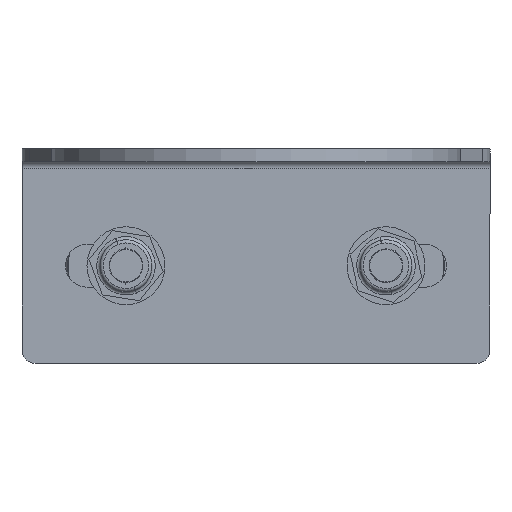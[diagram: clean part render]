
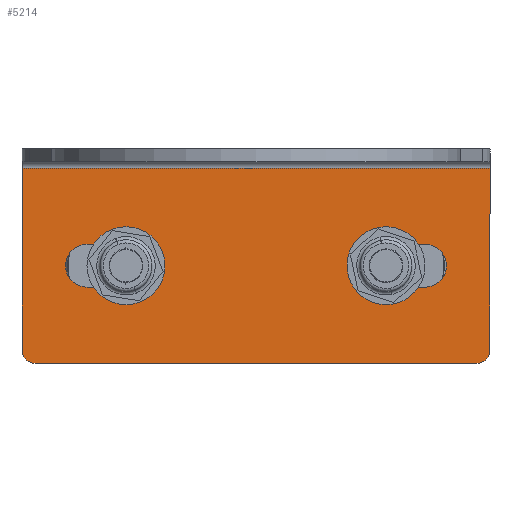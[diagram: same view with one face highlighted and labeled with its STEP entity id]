
A CAD part, left-side view. The second image highlights one B-rep face of the part: STEP entity #5214.
In plain terms, the highlighted planar face has unit normal (-1, 0, 0).
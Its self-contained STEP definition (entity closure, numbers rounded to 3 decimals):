
#141 = DIRECTION ( 'NONE',  ( 1., 0., 0. ) ) ;
#232 = AXIS2_PLACEMENT_3D ( 'NONE', #10908, #991, #5791 ) ;
#391 = VECTOR ( 'NONE', #6040, 1000. ) ;
#452 = EDGE_CURVE ( 'NONE', #3279, #20824, #1299, .T. ) ;
#712 = AXIS2_PLACEMENT_3D ( 'NONE', #6493, #141, #8274 ) ;
#976 = CARTESIAN_POINT ( 'NONE',  ( 96.396, 36., -32.996 ) ) ;
#991 = DIRECTION ( 'NONE',  ( 1., 0., 0. ) ) ;
#1299 = LINE ( 'NONE', #7987, #7370 ) ;
#1424 = CARTESIAN_POINT ( 'NONE',  ( 96.396, -26., -21.296 ) ) ;
#1506 = DIRECTION ( 'NONE',  ( 0., 0., -1. ) ) ;
#1535 = CARTESIAN_POINT ( 'NONE',  ( 96.396, 26., -21.296 ) ) ;
#1604 = EDGE_CURVE ( 'NONE', #2318, #6467, #12409, .T. ) ;
#1703 = ORIENTED_EDGE ( 'NONE', *, *, #11739, .T. ) ;
#1784 = CIRCLE ( 'NONE', #16348, 2. ) ;
#1833 = DIRECTION ( 'NONE',  ( 0., 1., 0. ) ) ;
#2007 = EDGE_CURVE ( 'NONE', #12325, #11499, #4548, .T. ) ;
#2075 = CARTESIAN_POINT ( 'NONE',  ( 96.396, 123.951, -21.296 ) ) ;
#2079 = CARTESIAN_POINT ( 'NONE',  ( 96.396, -20., -14.696 ) ) ;
#2090 = LINE ( 'NONE', #5005, #4493 ) ;
#2318 = VERTEX_POINT ( 'NONE', #15075 ) ;
#2335 = FACE_BOUND ( 'NONE', #11155, .T. ) ;
#3279 = VERTEX_POINT ( 'NONE', #10546 ) ;
#3336 = DIRECTION ( 'NONE',  ( 0., -1., 0. ) ) ;
#3666 = DIRECTION ( 'NONE',  ( 0., 0., -1. ) ) ;
#3717 = CARTESIAN_POINT ( 'NONE',  ( 96.396, -34., -30.996 ) ) ;
#3820 = DIRECTION ( 'NONE',  ( -1., 0., 0. ) ) ;
#3829 = VERTEX_POINT ( 'NONE', #14264 ) ;
#4145 = ORIENTED_EDGE ( 'NONE', *, *, #12732, .T. ) ;
#4371 = CARTESIAN_POINT ( 'NONE',  ( 96.396, 123.951, -14.696 ) ) ;
#4493 = VECTOR ( 'NONE', #3336, 1000. ) ;
#4547 = FACE_OUTER_BOUND ( 'NONE', #19163, .T. ) ;
#4548 = CIRCLE ( 'NONE', #7746, 3.3 ) ;
#4652 = CIRCLE ( 'NONE', #16750, 3.3 ) ;
#4739 = CARTESIAN_POINT ( 'NONE',  ( 96.396, 123.951, -3. ) ) ;
#4958 = CARTESIAN_POINT ( 'NONE',  ( 96.396, 34., -30.996 ) ) ;
#4980 = DIRECTION ( 'NONE',  ( 0., 0., 1. ) ) ;
#5005 = CARTESIAN_POINT ( 'NONE',  ( 96.396, 123.951, -14.696 ) ) ;
#5132 = DIRECTION ( 'NONE',  ( 0., 0., -1. ) ) ;
#5214 = ADVANCED_FACE ( 'NONE', ( #21476, #2335, #4547 ), #14685, .F. ) ;
#5369 = ORIENTED_EDGE ( 'NONE', *, *, #8520, .F. ) ;
#5582 = ORIENTED_EDGE ( 'NONE', *, *, #19945, .T. ) ;
#5791 = DIRECTION ( 'NONE',  ( 0., 0., -1. ) ) ;
#5876 = EDGE_CURVE ( 'NONE', #16656, #20824, #11863, .T. ) ;
#6040 = DIRECTION ( 'NONE',  ( 0., -1., 0. ) ) ;
#6154 = ORIENTED_EDGE ( 'NONE', *, *, #21826, .T. ) ;
#6263 = DIRECTION ( 'NONE',  ( 0., 0., -1. ) ) ;
#6393 = VERTEX_POINT ( 'NONE', #6983 ) ;
#6461 = AXIS2_PLACEMENT_3D ( 'NONE', #11683, #10348, #3666 ) ;
#6467 = VERTEX_POINT ( 'NONE', #1535 ) ;
#6493 = CARTESIAN_POINT ( 'NONE',  ( 96.396, -20., -17.996 ) ) ;
#6983 = CARTESIAN_POINT ( 'NONE',  ( 96.396, 34., -32.996 ) ) ;
#7127 = ORIENTED_EDGE ( 'NONE', *, *, #9889, .T. ) ;
#7145 = VERTEX_POINT ( 'NONE', #15615 ) ;
#7216 = ORIENTED_EDGE ( 'NONE', *, *, #20369, .T. ) ;
#7370 = VECTOR ( 'NONE', #4980, 1000. ) ;
#7464 = CIRCLE ( 'NONE', #712, 3.3 ) ;
#7471 = CARTESIAN_POINT ( 'NONE',  ( 96.396, -34., -32.996 ) ) ;
#7599 = DIRECTION ( 'NONE',  ( 0., 0., -1. ) ) ;
#7736 = CARTESIAN_POINT ( 'NONE',  ( 96.396, 36., -3. ) ) ;
#7746 = AXIS2_PLACEMENT_3D ( 'NONE', #13041, #9589, #7599 ) ;
#7942 = CARTESIAN_POINT ( 'NONE',  ( 96.396, 123.951, -21.296 ) ) ;
#7987 = CARTESIAN_POINT ( 'NONE',  ( 96.396, 36., 3.504 ) ) ;
#8131 = CARTESIAN_POINT ( 'NONE',  ( 96.396, -36., -3. ) ) ;
#8274 = DIRECTION ( 'NONE',  ( 0., 0., -1. ) ) ;
#8520 = EDGE_CURVE ( 'NONE', #16656, #15837, #21406, .T. ) ;
#8963 = ORIENTED_EDGE ( 'NONE', *, *, #5876, .T. ) ;
#9093 = VERTEX_POINT ( 'NONE', #20581 ) ;
#9589 = DIRECTION ( 'NONE',  ( 1., 0., 0. ) ) ;
#9656 = DIRECTION ( 'NONE',  ( 0., 1., 0. ) ) ;
#9814 = CARTESIAN_POINT ( 'NONE',  ( 96.396, -36., -32.996 ) ) ;
#9889 = EDGE_CURVE ( 'NONE', #3829, #2318, #4652, .T. ) ;
#10295 = DIRECTION ( 'NONE',  ( -1., 0., 0. ) ) ;
#10348 = DIRECTION ( 'NONE',  ( 1., 0., 0. ) ) ;
#10546 = CARTESIAN_POINT ( 'NONE',  ( 96.396, 36., -30.996 ) ) ;
#10804 = EDGE_LOOP ( 'NONE', ( #5582, #14908, #4145, #18471 ) ) ;
#10908 = CARTESIAN_POINT ( 'NONE',  ( 96.396, 123.951, 51.091 ) ) ;
#11155 = EDGE_LOOP ( 'NONE', ( #16724, #7216, #6154, #7127 ) ) ;
#11400 = CARTESIAN_POINT ( 'NONE',  ( 96.396, -26., -14.696 ) ) ;
#11499 = VERTEX_POINT ( 'NONE', #1424 ) ;
#11611 = VERTEX_POINT ( 'NONE', #2079 ) ;
#11660 = VECTOR ( 'NONE', #15779, 1000. ) ;
#11683 = CARTESIAN_POINT ( 'NONE',  ( 96.396, 26., -17.996 ) ) ;
#11739 = EDGE_CURVE ( 'NONE', #17218, #15837, #1784, .T. ) ;
#11863 = LINE ( 'NONE', #4739, #19783 ) ;
#11883 = ORIENTED_EDGE ( 'NONE', *, *, #20899, .T. ) ;
#12325 = VERTEX_POINT ( 'NONE', #11400 ) ;
#12409 = LINE ( 'NONE', #2075, #11660 ) ;
#12565 = ORIENTED_EDGE ( 'NONE', *, *, #452, .F. ) ;
#12631 = AXIS2_PLACEMENT_3D ( 'NONE', #4958, #10295, #1506 ) ;
#12732 = EDGE_CURVE ( 'NONE', #11611, #12325, #12934, .T. ) ;
#12772 = LINE ( 'NONE', #976, #20980 ) ;
#12934 = LINE ( 'NONE', #4371, #391 ) ;
#13041 = CARTESIAN_POINT ( 'NONE',  ( 96.396, -26., -17.996 ) ) ;
#13472 = CARTESIAN_POINT ( 'NONE',  ( 96.396, 20., -17.996 ) ) ;
#13603 = VECTOR ( 'NONE', #6263, 1000. ) ;
#13782 = EDGE_CURVE ( 'NONE', #7145, #11611, #7464, .T. ) ;
#14264 = CARTESIAN_POINT ( 'NONE',  ( 96.396, 20., -14.696 ) ) ;
#14399 = EDGE_CURVE ( 'NONE', #17218, #6393, #12772, .T. ) ;
#14608 = DIRECTION ( 'NONE',  ( 0., 1., 0. ) ) ;
#14685 = PLANE ( 'NONE',  #232 ) ;
#14908 = ORIENTED_EDGE ( 'NONE', *, *, #13782, .T. ) ;
#15037 = DIRECTION ( 'NONE',  ( 1., 0., 0. ) ) ;
#15075 = CARTESIAN_POINT ( 'NONE',  ( 96.396, 20., -21.296 ) ) ;
#15350 = CIRCLE ( 'NONE', #6461, 3.3 ) ;
#15615 = CARTESIAN_POINT ( 'NONE',  ( 96.396, -20., -21.296 ) ) ;
#15779 = DIRECTION ( 'NONE',  ( 0., 1., 0. ) ) ;
#15837 = VERTEX_POINT ( 'NONE', #20314 ) ;
#15849 = DIRECTION ( 'NONE',  ( 0., 0., -1. ) ) ;
#16348 = AXIS2_PLACEMENT_3D ( 'NONE', #3717, #3820, #15849 ) ;
#16656 = VERTEX_POINT ( 'NONE', #8131 ) ;
#16724 = ORIENTED_EDGE ( 'NONE', *, *, #1604, .T. ) ;
#16750 = AXIS2_PLACEMENT_3D ( 'NONE', #13472, #15037, #5132 ) ;
#17218 = VERTEX_POINT ( 'NONE', #7471 ) ;
#17285 = ORIENTED_EDGE ( 'NONE', *, *, #14399, .F. ) ;
#18170 = LINE ( 'NONE', #7942, #21082 ) ;
#18471 = ORIENTED_EDGE ( 'NONE', *, *, #2007, .T. ) ;
#19047 = CIRCLE ( 'NONE', #12631, 2. ) ;
#19163 = EDGE_LOOP ( 'NONE', ( #12565, #11883, #17285, #1703, #5369, #8963 ) ) ;
#19783 = VECTOR ( 'NONE', #1833, 1000. ) ;
#19945 = EDGE_CURVE ( 'NONE', #11499, #7145, #18170, .T. ) ;
#20314 = CARTESIAN_POINT ( 'NONE',  ( 96.396, -36., -30.996 ) ) ;
#20369 = EDGE_CURVE ( 'NONE', #6467, #9093, #15350, .T. ) ;
#20581 = CARTESIAN_POINT ( 'NONE',  ( 96.396, 26., -14.696 ) ) ;
#20824 = VERTEX_POINT ( 'NONE', #7736 ) ;
#20899 = EDGE_CURVE ( 'NONE', #3279, #6393, #19047, .T. ) ;
#20980 = VECTOR ( 'NONE', #9656, 1000. ) ;
#21082 = VECTOR ( 'NONE', #14608, 1000. ) ;
#21406 = LINE ( 'NONE', #9814, #13603 ) ;
#21476 = FACE_BOUND ( 'NONE', #10804, .T. ) ;
#21826 = EDGE_CURVE ( 'NONE', #9093, #3829, #2090, .T. ) ;
